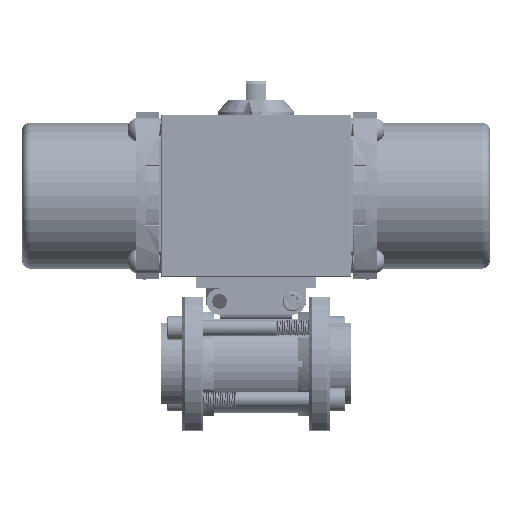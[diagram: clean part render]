
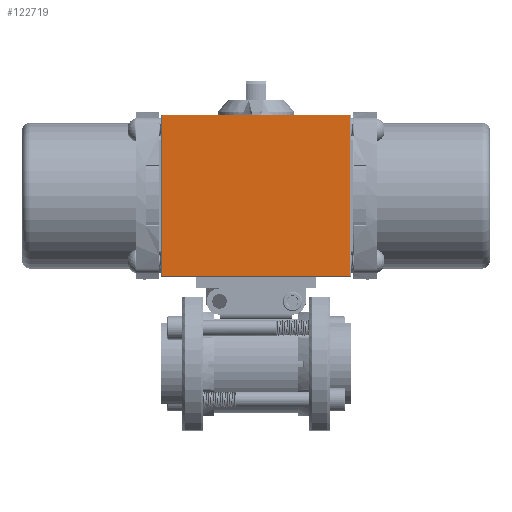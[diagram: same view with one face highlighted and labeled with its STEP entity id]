
A CAD part, top view. The second image highlights one B-rep face of the part: STEP entity #122719.
In plain terms, the highlighted planar face has unit normal (0, 0, 1).
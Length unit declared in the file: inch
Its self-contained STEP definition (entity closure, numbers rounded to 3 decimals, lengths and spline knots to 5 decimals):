
#1689 = ORIENTED_EDGE ( 'NONE', *, *, #130584, .T. ) ;
#3096 = DIRECTION ( 'NONE',  ( 0., 0., -1. ) ) ;
#5319 = LINE ( 'NONE', #9048, #46674 ) ;
#8270 = EDGE_LOOP ( 'NONE', ( #54615, #1689, #200978, #145052 ) ) ;
#8302 = DIRECTION ( 'NONE',  ( 0., 1., 0. ) ) ;
#9048 = CARTESIAN_POINT ( 'NONE',  ( 2.251, 5.974, 1.55 ) ) ;
#22654 = FACE_OUTER_BOUND ( 'NONE', #8270, .T. ) ;
#26079 = CARTESIAN_POINT ( 'NONE',  ( -2.255, 2.094, 1.55 ) ) ;
#37790 = CARTESIAN_POINT ( 'NONE',  ( -2.275, 5.974, 1.55 ) ) ;
#42903 = VERTEX_POINT ( 'NONE', #136793 ) ;
#46674 = VECTOR ( 'NONE', #8302, 39.37008 ) ;
#54336 = VECTOR ( 'NONE', #216860, 39.37008 ) ;
#54615 = ORIENTED_EDGE ( 'NONE', *, *, #142006, .T. ) ;
#59085 = LINE ( 'NONE', #75564, #188227 ) ;
#63968 = VERTEX_POINT ( 'NONE', #26079 ) ;
#70413 = CARTESIAN_POINT ( 'NONE',  ( -2.275, 2.094, 1.55 ) ) ;
#75564 = CARTESIAN_POINT ( 'NONE',  ( -2.255, 2.074, 1.55 ) ) ;
#89165 = VECTOR ( 'NONE', #193285, 39.37008 ) ;
#93203 = DIRECTION ( 'NONE',  ( 0., -1., 0. ) ) ;
#95941 = CARTESIAN_POINT ( 'NONE',  ( 2.251, 2.094, 1.55 ) ) ;
#111004 = VERTEX_POINT ( 'NONE', #95941 ) ;
#122719 = ADVANCED_FACE ( 'NONE', ( #22654 ), #143135, .F. ) ;
#126171 = DIRECTION ( 'NONE',  ( 0., -1., 0. ) ) ;
#129716 = EDGE_CURVE ( 'NONE', #42903, #63968, #59085, .T. ) ;
#130584 = EDGE_CURVE ( 'NONE', #223081, #42903, #142317, .T. ) ;
#136793 = CARTESIAN_POINT ( 'NONE',  ( -2.255, 5.954, 1.55 ) ) ;
#142006 = EDGE_CURVE ( 'NONE', #111004, #223081, #5319, .T. ) ;
#142317 = LINE ( 'NONE', #181565, #54336 ) ;
#143135 = PLANE ( 'NONE',  #158252 ) ;
#145052 = ORIENTED_EDGE ( 'NONE', *, *, #184609, .T. ) ;
#152359 = LINE ( 'NONE', #70413, #89165 ) ;
#158252 = AXIS2_PLACEMENT_3D ( 'NONE', #37790, #3096, #126171 ) ;
#181565 = CARTESIAN_POINT ( 'NONE',  ( -2.275, 5.954, 1.55 ) ) ;
#184609 = EDGE_CURVE ( 'NONE', #63968, #111004, #152359, .T. ) ;
#188227 = VECTOR ( 'NONE', #93203, 39.37008 ) ;
#193285 = DIRECTION ( 'NONE',  ( 1., 0., 0. ) ) ;
#200978 = ORIENTED_EDGE ( 'NONE', *, *, #129716, .T. ) ;
#207555 = CARTESIAN_POINT ( 'NONE',  ( 2.251, 5.954, 1.55 ) ) ;
#216860 = DIRECTION ( 'NONE',  ( -1., 0., 0. ) ) ;
#223081 = VERTEX_POINT ( 'NONE', #207555 ) ;
